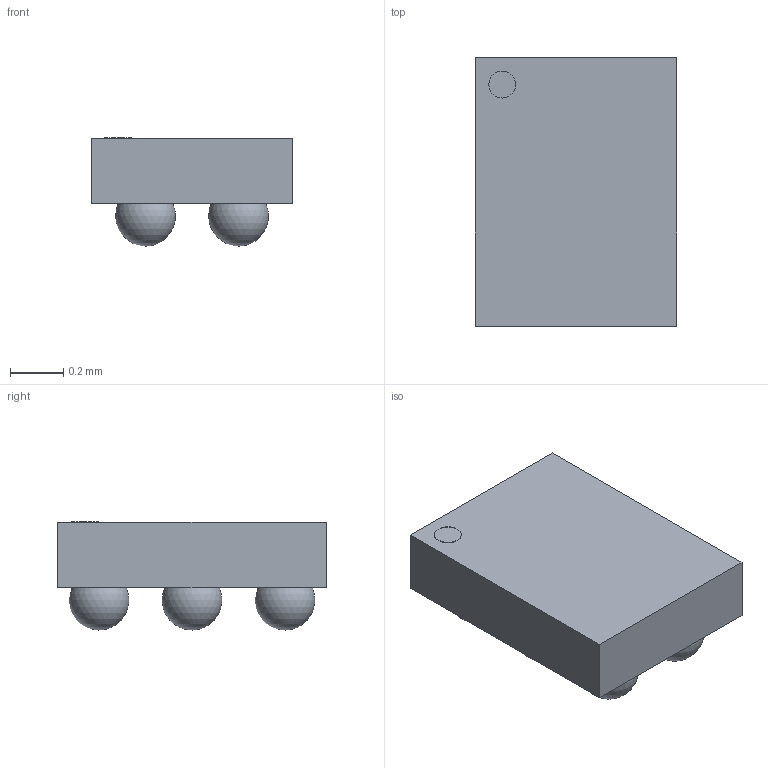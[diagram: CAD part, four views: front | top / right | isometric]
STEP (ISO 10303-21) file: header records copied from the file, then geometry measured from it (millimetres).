
FILE_DESCRIPTION(/* description */ ('model of Texas_DSBGA-6_0.757x1.01mm_Layout2x3_P0.35mm'),/* implementation_level */ '2;1');
FILE_NAME(/* name */ 'Texas_DSBGA-6_0.757x1.01mm_Layout2x3_P0.35mm.step',/* time_stamp */ '1970-01-01T00:00:00',/* author */ ('KiCAD','kicad'),/* organization */ ('OCCT'),/* preprocessor_version */ '',/* originating_system */ 'KiCAD',/* authorisation */ '');
FILE_SCHEMA(('AUTOMOTIVE_DESIGN { 1 0 10303 214 1 1 1 1 }'));
Length unit declared in the file: millimetre
Products named in the file (1): Texas_DSBGA-6_0.757x1.01mm_Layout2x3_P0.35mm
Bounding box: 0.76 x 1.01 x 0.41 mm (x, y, z)
Volume: 0.2 mm3; surface area: 2.9 mm2
Topology: 1 solids, 1 shells, 14 faces, 33 edges, 22 vertices
Faces by surface type: plane 7, sphere 6, cylinder 1
Full cylindrical faces by diameter (mm): 0.101 x1
Entity records: 324 total; most frequent: ORIENTED_EDGE 41, CARTESIAN_POINT 37, AXIS2_PLACEMENT_3D 28, EDGE_CURVE 27, VERTEX_POINT 22, FACE_BOUND 21, EDGE_LOOP 21, ADVANCED_FACE 14
